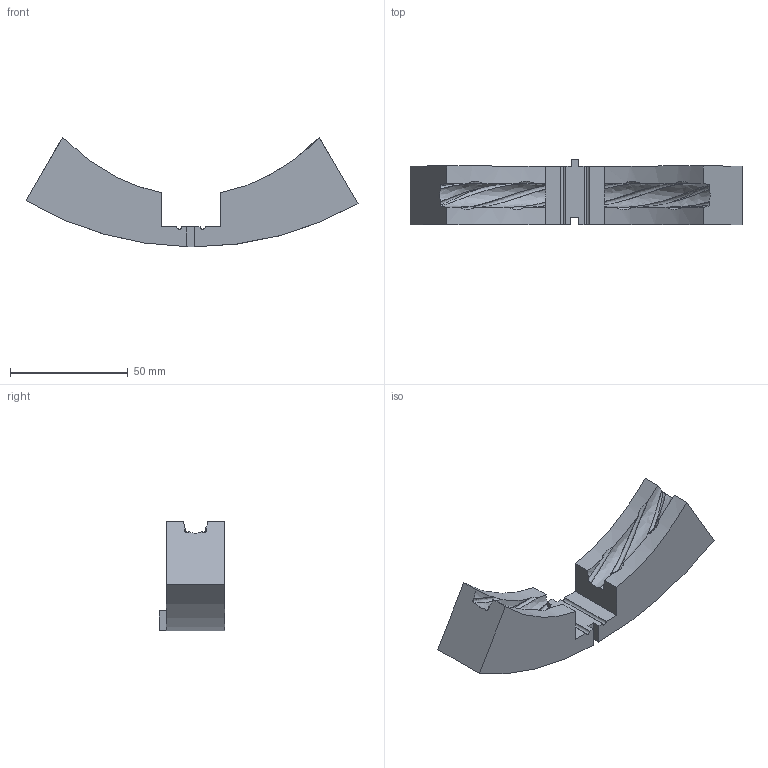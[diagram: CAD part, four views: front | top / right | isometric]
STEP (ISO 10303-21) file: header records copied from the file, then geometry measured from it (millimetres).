
FILE_DESCRIPTION (( 'STEP AP203' ), '1' );
FILE_NAME ('Bottom Holder With Path Elliptical Quadruple Twist Toroid 3D Print.STEP', '2025-07-24T13:41:04', ( '' ), ( '' ), 'SwSTEP 2.0', 'SolidWorks 2024', '' );
FILE_SCHEMA (( 'CONFIG_CONTROL_DESIGN' ));
Length unit declared in the file: millimetre
Products named in the file (1): Bottom Holder With Path Elliptical Quadruple Twist Toroid 3D Print
Bounding box: 141.07 x 28 x 46.55 mm (x, y, z)
Volume: 71613.8 mm3; surface area: 16258.4 mm2
Topology: 1 solids, 1 shells, 57 faces, 164 edges, 109 vertices
Faces by surface type: bspline 33, plane 17, cylinder 7
Entity records: 21899 total; most frequent: CARTESIAN_POINT 20626, ORIENTED_EDGE 328, EDGE_CURVE 164, DIRECTION 138, VERTEX_POINT 109, B_SPLINE_CURVE_WITH_KNOTS 88, FACE_OUTER_BOUND 57, ADVANCED_FACE 57
